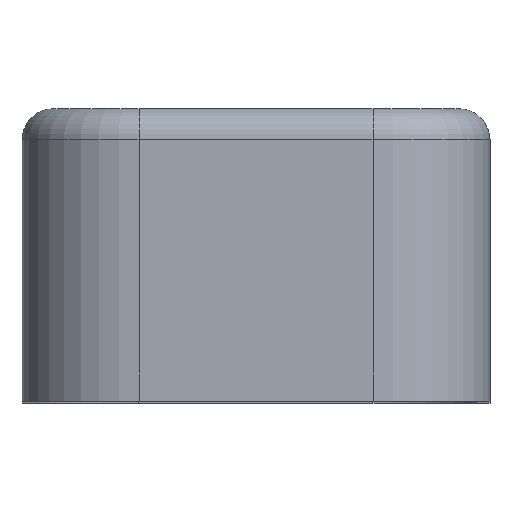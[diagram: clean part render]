
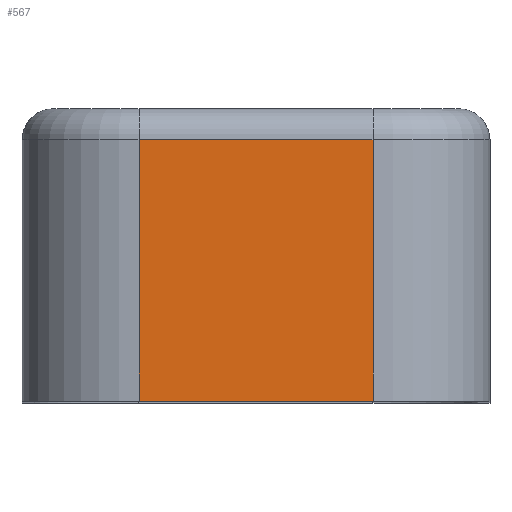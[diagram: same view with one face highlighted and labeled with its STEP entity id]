
A CAD part, top view. The second image highlights one B-rep face of the part: STEP entity #567.
In plain terms, the highlighted planar face has unit normal (0, 0, 1).
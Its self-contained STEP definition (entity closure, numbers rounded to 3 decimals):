
#3 = ORIENTED_EDGE ( 'NONE', *, *, #24, .F. ) ;
#24 = EDGE_CURVE ( 'NONE', #845, #1036, #585, .T. ) ;
#37 = DIRECTION ( 'NONE',  ( 1., 0., 0. ) ) ;
#46 = ORIENTED_EDGE ( 'NONE', *, *, #1034, .T. ) ;
#62 = DIRECTION ( 'NONE',  ( 0., -1., 0. ) ) ;
#72 = VECTOR ( 'NONE', #37, 1000. ) ;
#119 = DIRECTION ( 'NONE',  ( 0., 0., 1. ) ) ;
#142 = CARTESIAN_POINT ( 'NONE',  ( 3., -7.5, 17.5 ) ) ;
#147 = CARTESIAN_POINT ( 'NONE',  ( 3., 0., 17.5 ) ) ;
#183 = AXIS2_PLACEMENT_3D ( 'NONE', #1076, #119, #377 ) ;
#208 = CARTESIAN_POINT ( 'NONE',  ( -3., 0., 17.5 ) ) ;
#238 = CARTESIAN_POINT ( 'NONE',  ( -3., -0.8, 17.5 ) ) ;
#240 = CARTESIAN_POINT ( 'NONE',  ( -3., -0.8, 17.5 ) ) ;
#258 = EDGE_LOOP ( 'NONE', ( #891, #678, #3, #46 ) ) ;
#354 = VECTOR ( 'NONE', #715, 1000. ) ;
#362 = VECTOR ( 'NONE', #738, 1000. ) ;
#377 = DIRECTION ( 'NONE',  ( 1., 0., 0. ) ) ;
#387 = VERTEX_POINT ( 'NONE', #142 ) ;
#392 = EDGE_CURVE ( 'NONE', #1036, #387, #974, .T. ) ;
#440 = LINE ( 'NONE', #1176, #354 ) ;
#471 = EDGE_CURVE ( 'NONE', #1033, #387, #440, .T. ) ;
#567 = ADVANCED_FACE ( 'NONE', ( #992 ), #721, .T. ) ;
#573 = CARTESIAN_POINT ( 'NONE',  ( -3., -7.5, 17.5 ) ) ;
#585 = LINE ( 'NONE', #240, #72 ) ;
#678 = ORIENTED_EDGE ( 'NONE', *, *, #392, .F. ) ;
#715 = DIRECTION ( 'NONE',  ( 1., 0., 0. ) ) ;
#721 = PLANE ( 'NONE',  #183 ) ;
#738 = DIRECTION ( 'NONE',  ( 0., -1., 0. ) ) ;
#834 = LINE ( 'NONE', #208, #362 ) ;
#845 = VERTEX_POINT ( 'NONE', #238 ) ;
#891 = ORIENTED_EDGE ( 'NONE', *, *, #471, .T. ) ;
#974 = LINE ( 'NONE', #147, #1109 ) ;
#992 = FACE_OUTER_BOUND ( 'NONE', #258, .T. ) ;
#1033 = VERTEX_POINT ( 'NONE', #573 ) ;
#1034 = EDGE_CURVE ( 'NONE', #845, #1033, #834, .T. ) ;
#1036 = VERTEX_POINT ( 'NONE', #1100 ) ;
#1076 = CARTESIAN_POINT ( 'NONE',  ( -3., 0., 17.5 ) ) ;
#1100 = CARTESIAN_POINT ( 'NONE',  ( 3., -0.8, 17.5 ) ) ;
#1109 = VECTOR ( 'NONE', #62, 1000. ) ;
#1176 = CARTESIAN_POINT ( 'NONE',  ( -3., -7.5, 17.5 ) ) ;
